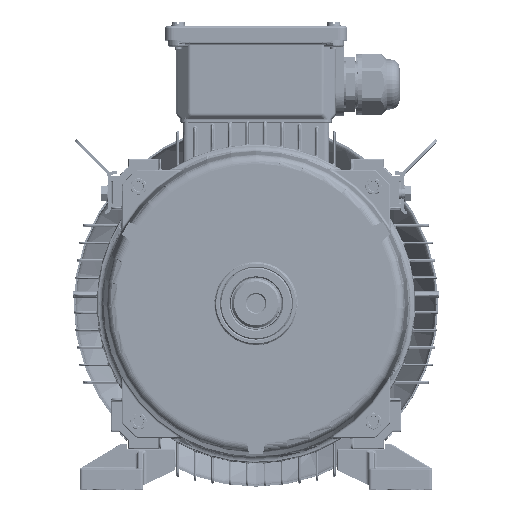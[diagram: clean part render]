
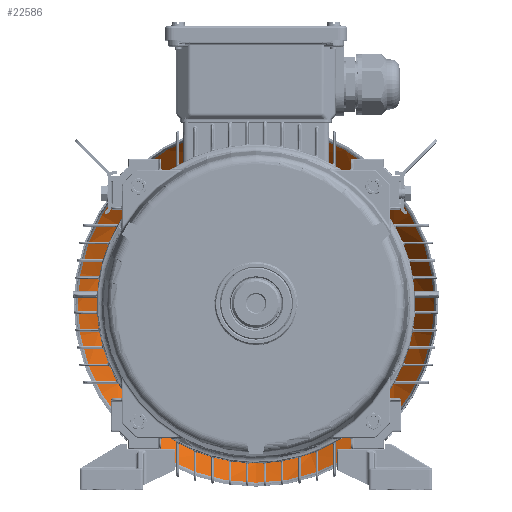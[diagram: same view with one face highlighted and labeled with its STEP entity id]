
A CAD part, top view. The second image highlights one B-rep face of the part: STEP entity #22586.
In plain terms, the highlighted conical face has half-angle 30.08 degrees and reference radius 153.5 mm.
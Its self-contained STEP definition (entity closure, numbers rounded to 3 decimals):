
#3186=CONICAL_SURFACE('',#167612,153.5,30.08);
#14741=FACE_BOUND('',#43457,.T.);
#14742=FACE_BOUND('',#43458,.T.);
#22586=ADVANCED_FACE('',(#14741,#14742),#3186,.F.);
#43457=EDGE_LOOP('',(#109583));
#43458=EDGE_LOOP('',(#109584));
#109583=ORIENTED_EDGE('',*,*,#149891,.F.);
#109584=ORIENTED_EDGE('',*,*,#149896,.T.);
#128305=VERTEX_POINT('',#324247);
#128306=VERTEX_POINT('',#324267);
#149891=EDGE_CURVE('',#128305,#128305,#156179,.T.);
#149896=EDGE_CURVE('',#128306,#128306,#156180,.T.);
#156179=CIRCLE('',#167608,121.597);
#156180=CIRCLE('',#167611,153.5);
#167608=AXIS2_PLACEMENT_3D('',#324246,#202532,#202533);
#167611=AXIS2_PLACEMENT_3D('',#324266,#202538,#202539);
#167612=AXIS2_PLACEMENT_3D('',#324268,#202540,#202541);
#202532=DIRECTION('',(0.,0.,1.));
#202533=DIRECTION('',(0.,-1.,0.));
#202538=DIRECTION('',(0.,0.,1.));
#202539=DIRECTION('',(0.,-1.,0.));
#202540=DIRECTION('',(0.,0.,1.));
#202541=DIRECTION('',(0.,-1.,0.));
#324246=CARTESIAN_POINT('',(0.,-2.582,-282.081));
#324247=CARTESIAN_POINT('',(0.,-124.179,-282.081));
#324266=CARTESIAN_POINT('',(0.,-2.582,-227.001));
#324267=CARTESIAN_POINT('',(0.,-156.082,-227.001));
#324268=CARTESIAN_POINT('',(0.,-2.582,-227.001));
